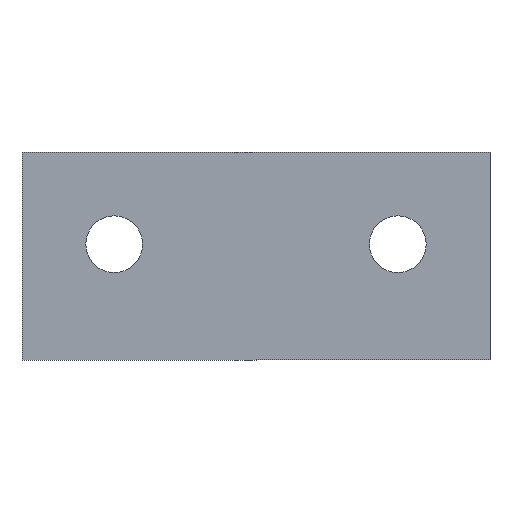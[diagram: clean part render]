
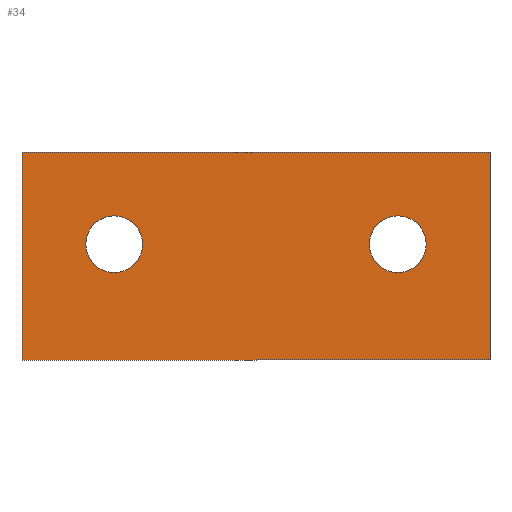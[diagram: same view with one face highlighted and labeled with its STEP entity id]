
A CAD part, front view. The second image highlights one B-rep face of the part: STEP entity #34.
In plain terms, the highlighted planar face has unit normal (0, -1, 0).
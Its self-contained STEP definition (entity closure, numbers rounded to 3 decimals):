
#34 = ADVANCED_FACE( '', ( #68, #69, #70 ), #71, .T. );
#68 = FACE_BOUND( '', #105, .T. );
#69 = FACE_BOUND( '', #106, .T. );
#70 = FACE_OUTER_BOUND( '', #107, .T. );
#71 = PLANE( '', #108 );
#105 = EDGE_LOOP( '', ( #141 ) );
#106 = EDGE_LOOP( '', ( #142 ) );
#107 = EDGE_LOOP( '', ( #143, #144, #145, #146 ) );
#108 = AXIS2_PLACEMENT_3D( '', #147, #148, #149 );
#141 = ORIENTED_EDGE( '', *, *, #202, .F. );
#142 = ORIENTED_EDGE( '', *, *, #203, .F. );
#143 = ORIENTED_EDGE( '', *, *, #204, .T. );
#144 = ORIENTED_EDGE( '', *, *, #205, .T. );
#145 = ORIENTED_EDGE( '', *, *, #206, .T. );
#146 = ORIENTED_EDGE( '', *, *, #199, .T. );
#147 = CARTESIAN_POINT( '', ( -24.75, -1.5, 0. ) );
#148 = DIRECTION( '', ( 0., -1., 0. ) );
#149 = DIRECTION( '', ( 0., 0., -1. ) );
#199 = EDGE_CURVE( '', #226, #224, #227, .T. );
#202 = EDGE_CURVE( '', #230, #230, #231, .T. );
#203 = EDGE_CURVE( '', #232, #232, #233, .T. );
#204 = EDGE_CURVE( '', #224, #234, #235, .T. );
#205 = EDGE_CURVE( '', #234, #236, #237, .T. );
#206 = EDGE_CURVE( '', #236, #226, #238, .T. );
#224 = VERTEX_POINT( '', #261 );
#226 = VERTEX_POINT( '', #264 );
#227 = LINE( '', #265, #266 );
#230 = VERTEX_POINT( '', #270 );
#231 = CIRCLE( '', #271, 3. );
#232 = VERTEX_POINT( '', #272 );
#233 = CIRCLE( '', #273, 3. );
#234 = VERTEX_POINT( '', #274 );
#235 = LINE( '', #275, #276 );
#236 = VERTEX_POINT( '', #277 );
#237 = LINE( '', #278, #279 );
#238 = LINE( '', #280, #281 );
#261 = CARTESIAN_POINT( '', ( -24.75, -1.5, 22. ) );
#264 = CARTESIAN_POINT( '', ( 24.75, -1.5, 22. ) );
#265 = CARTESIAN_POINT( '', ( 24.75, -1.5, 22. ) );
#266 = VECTOR( '', #306, 1000. );
#270 = CARTESIAN_POINT( '', ( -12., -1.5, 12.25 ) );
#271 = AXIS2_PLACEMENT_3D( '', #308, #309, #310 );
#272 = CARTESIAN_POINT( '', ( 18., -1.5, 12.25 ) );
#273 = AXIS2_PLACEMENT_3D( '', #311, #312, #313 );
#274 = CARTESIAN_POINT( '', ( -24.75, -1.5, 0. ) );
#275 = CARTESIAN_POINT( '', ( -24.75, -1.5, 22. ) );
#276 = VECTOR( '', #314, 1000. );
#277 = CARTESIAN_POINT( '', ( 24.75, -1.5, 0. ) );
#278 = CARTESIAN_POINT( '', ( -24.75, -1.5, 0. ) );
#279 = VECTOR( '', #315, 1000. );
#280 = CARTESIAN_POINT( '', ( 24.75, -1.5, 0. ) );
#281 = VECTOR( '', #316, 1000. );
#306 = DIRECTION( '', ( -1., 0., 0. ) );
#308 = CARTESIAN_POINT( '', ( -15., -1.5, 12.25 ) );
#309 = DIRECTION( '', ( 0., -1., 0. ) );
#310 = DIRECTION( '', ( 1., 0., 0. ) );
#311 = CARTESIAN_POINT( '', ( 15., -1.5, 12.25 ) );
#312 = DIRECTION( '', ( 0., -1., 0. ) );
#313 = DIRECTION( '', ( 1., 0., 0. ) );
#314 = DIRECTION( '', ( 0., 0., -1. ) );
#315 = DIRECTION( '', ( 1., 0., 0. ) );
#316 = DIRECTION( '', ( 0., 0., 1. ) );
